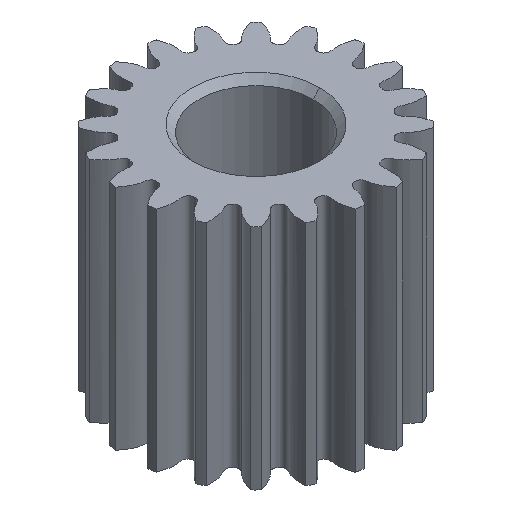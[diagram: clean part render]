
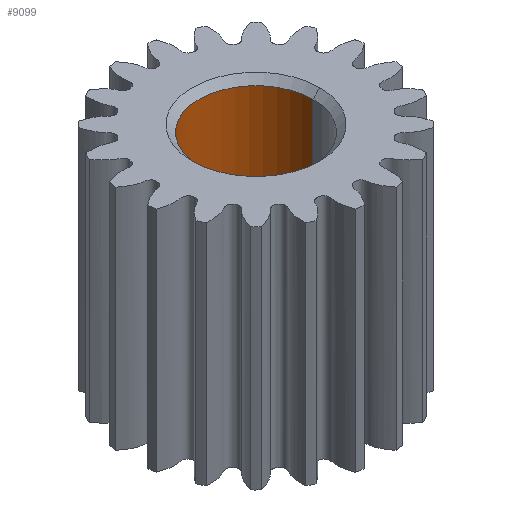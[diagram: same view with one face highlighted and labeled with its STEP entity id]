
A CAD part, isometric view. The second image highlights one B-rep face of the part: STEP entity #9099.
In plain terms, the highlighted cylindrical face has radius 2.5 mm (diameter 5 mm), a partial arc.
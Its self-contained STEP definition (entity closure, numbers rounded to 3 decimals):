
#720 = CARTESIAN_POINT ( 'NONE',  ( -2.5, 0., 4.7 ) ) ;
#733 = CARTESIAN_POINT ( 'NONE',  ( -2.5, 0., -4.7 ) ) ;
#735 = CARTESIAN_POINT ( 'NONE',  ( 2.5, 0., -4.7 ) ) ;
#771 = CARTESIAN_POINT ( 'NONE',  ( 2.5, 0., 4.7 ) ) ;
#1563 = VERTEX_POINT ( 'NONE', #735 ) ;
#1564 = VERTEX_POINT ( 'NONE', #733 ) ;
#1570 = VERTEX_POINT ( 'NONE', #771 ) ;
#1571 = VERTEX_POINT ( 'NONE', #720 ) ;
#1647 = AXIS2_PLACEMENT_3D ( 'NONE', #7227, #7228, #7226 ) ;
#1651 = AXIS2_PLACEMENT_3D ( 'NONE', #7701, #7702, #7703 ) ;
#1652 = AXIS2_PLACEMENT_3D ( 'NONE', #7706, #7707, #7708 ) ;
#3777 = CARTESIAN_POINT ( 'NONE',  ( -2.5, 0., 0. ) ) ;
#3781 = DIRECTION ( 'NONE',  ( 0., 0., 1. ) ) ;
#3782 = CARTESIAN_POINT ( 'NONE',  ( 2.5, 0., 0. ) ) ;
#3784 = DIRECTION ( 'NONE',  ( 0., 0., 1. ) ) ;
#5204 = EDGE_CURVE ( 'NONE', #1564, #1571, #8898, .T. ) ;
#5205 = EDGE_CURVE ( 'NONE', #1563, #1570, #8902, .T. ) ;
#7226 = DIRECTION ( 'NONE',  ( 1., 0., 0. ) ) ;
#7227 = CARTESIAN_POINT ( 'NONE',  ( 0., 0., 0. ) ) ;
#7228 = DIRECTION ( 'NONE',  ( 0., 0., 1. ) ) ;
#7701 = CARTESIAN_POINT ( 'NONE',  ( 0., 0., -4.7 ) ) ;
#7702 = DIRECTION ( 'NONE',  ( 0., 0., 1. ) ) ;
#7703 = DIRECTION ( 'NONE',  ( 1., 0., 0. ) ) ;
#7706 = CARTESIAN_POINT ( 'NONE',  ( 0., 0., 4.7 ) ) ;
#7707 = DIRECTION ( 'NONE',  ( 0., 0., 1. ) ) ;
#7708 = DIRECTION ( 'NONE',  ( 1., 0., 0. ) ) ;
#7900 = CIRCLE ( 'NONE', #1651, 2.5 ) ;
#7902 = CIRCLE ( 'NONE', #1652, 2.5 ) ;
#8719 = EDGE_LOOP ( 'NONE', ( #8853, #8854, #8855, #8856 ) ) ;
#8853 = ORIENTED_EDGE ( 'NONE', *, *, #5204, .F. ) ;
#8854 = ORIENTED_EDGE ( 'NONE', *, *, #9144, .F. ) ;
#8855 = ORIENTED_EDGE ( 'NONE', *, *, #5205, .T. ) ;
#8856 = ORIENTED_EDGE ( 'NONE', *, *, #9145, .T. ) ;
#8898 = LINE ( 'NONE', #3777, #8903 ) ;
#8902 = LINE ( 'NONE', #3782, #8905 ) ;
#8903 = VECTOR ( 'NONE', #3781, 1000. ) ;
#8905 = VECTOR ( 'NONE', #3784, 1000. ) ;
#8932 = CYLINDRICAL_SURFACE ( 'NONE', #1647, 2.5 ) ;
#8972 = FACE_OUTER_BOUND ( 'NONE', #8719, .T. ) ;
#9099 = ADVANCED_FACE ( 'NONE', ( #8972 ), #8932, .F. ) ;
#9144 = EDGE_CURVE ( 'NONE', #1563, #1564, #7900, .T. ) ;
#9145 = EDGE_CURVE ( 'NONE', #1570, #1571, #7902, .T. ) ;
